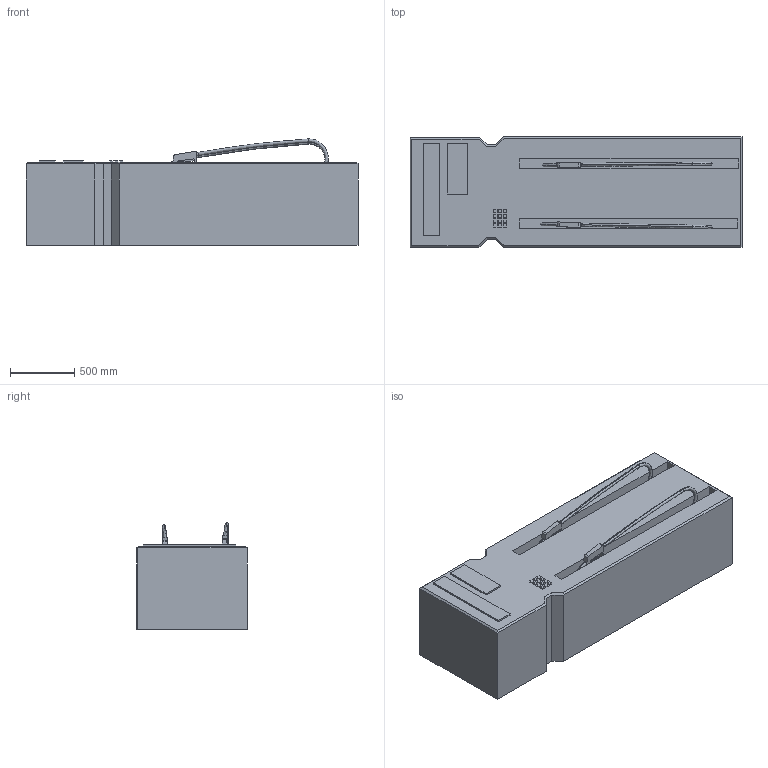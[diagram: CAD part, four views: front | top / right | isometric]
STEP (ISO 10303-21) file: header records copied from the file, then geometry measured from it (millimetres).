
FILE_DESCRIPTION(('FreeCAD Model'),'2;1');
FILE_NAME('Open CASCADE Shape Model','2025-05-07T18:03:04',('FreeCAD'),( 'FreeCAD'),'Open CASCADE STEP processor 7.6','FreeCAD','Unknown');
FILE_SCHEMA(('AUTOMOTIVE_DESIGN { 1 0 10303 214 1 1 1 1 }'));
Products named in the file (1): Open CASCADE STEP translator 7.6 1
Bounding box: 2586.65 x 860.11 x 828.05 mm (x, y, z)
Volume: 1403101660.4 mm3; surface area: 10342489.4 mm2
Topology: 3 solids, 7 shells, 264 faces, 648 edges, 416 vertices
Faces by surface type: bspline 264
Entity records: 44712 total; most frequent: CARTESIAN_POINT 40705, ORIENTED_EDGE 1296, EDGE_CURVE 648, B_SPLINE_CURVE_WITH_KNOTS 574, VERTEX_POINT 416, FACE_BOUND 290, EDGE_LOOP 290, ADVANCED_FACE 264
